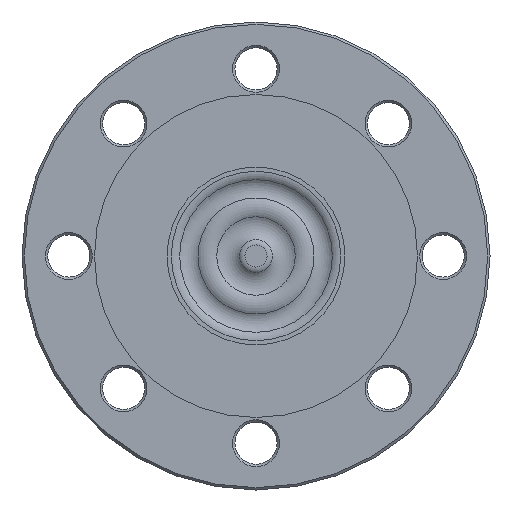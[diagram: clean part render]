
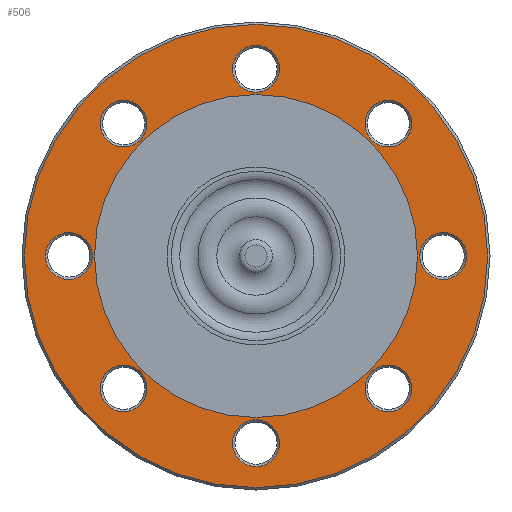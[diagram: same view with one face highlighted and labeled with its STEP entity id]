
A CAD part, front view. The second image highlights one B-rep face of the part: STEP entity #506.
In plain terms, the highlighted planar face has unit normal (0, -1, 0).
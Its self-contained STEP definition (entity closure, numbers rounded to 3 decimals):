
#33=PLANE('',#576);
#63=FACE_BOUND('',#178,.T.);
#64=FACE_BOUND('',#179,.T.);
#65=FACE_BOUND('',#180,.T.);
#66=FACE_BOUND('',#181,.T.);
#67=FACE_BOUND('',#182,.T.);
#68=FACE_BOUND('',#183,.T.);
#69=FACE_BOUND('',#184,.T.);
#70=FACE_BOUND('',#185,.T.);
#71=FACE_BOUND('',#186,.T.);
#110=FACE_OUTER_BOUND('',#177,.T.);
#177=EDGE_LOOP('',(#417));
#178=EDGE_LOOP('',(#418));
#179=EDGE_LOOP('',(#419));
#180=EDGE_LOOP('',(#420));
#181=EDGE_LOOP('',(#421));
#182=EDGE_LOOP('',(#422));
#183=EDGE_LOOP('',(#423));
#184=EDGE_LOOP('',(#424));
#185=EDGE_LOOP('',(#425));
#186=EDGE_LOOP('',(#426));
#255=CIRCLE('',#575,10.);
#256=CIRCLE('',#577,99.);
#257=CIRCLE('',#578,10.);
#258=CIRCLE('',#579,10.);
#259=CIRCLE('',#580,10.);
#260=CIRCLE('',#581,10.);
#261=CIRCLE('',#582,69.);
#262=CIRCLE('',#583,10.);
#263=CIRCLE('',#584,10.);
#264=CIRCLE('',#585,10.);
#303=VERTEX_POINT('',#871);
#304=VERTEX_POINT('',#874);
#305=VERTEX_POINT('',#876);
#306=VERTEX_POINT('',#878);
#307=VERTEX_POINT('',#880);
#308=VERTEX_POINT('',#882);
#309=VERTEX_POINT('',#884);
#310=VERTEX_POINT('',#886);
#311=VERTEX_POINT('',#888);
#312=VERTEX_POINT('',#890);
#351=EDGE_CURVE('',#303,#303,#255,.T.);
#352=EDGE_CURVE('',#304,#304,#256,.T.);
#353=EDGE_CURVE('',#305,#305,#257,.T.);
#354=EDGE_CURVE('',#306,#306,#258,.T.);
#355=EDGE_CURVE('',#307,#307,#259,.T.);
#356=EDGE_CURVE('',#308,#308,#260,.T.);
#357=EDGE_CURVE('',#309,#309,#261,.T.);
#358=EDGE_CURVE('',#310,#310,#262,.T.);
#359=EDGE_CURVE('',#311,#311,#263,.T.);
#360=EDGE_CURVE('',#312,#312,#264,.T.);
#417=ORIENTED_EDGE('',*,*,#352,.F.);
#418=ORIENTED_EDGE('',*,*,#353,.F.);
#419=ORIENTED_EDGE('',*,*,#354,.F.);
#420=ORIENTED_EDGE('',*,*,#355,.F.);
#421=ORIENTED_EDGE('',*,*,#356,.F.);
#422=ORIENTED_EDGE('',*,*,#357,.F.);
#423=ORIENTED_EDGE('',*,*,#358,.F.);
#424=ORIENTED_EDGE('',*,*,#359,.F.);
#425=ORIENTED_EDGE('',*,*,#360,.F.);
#426=ORIENTED_EDGE('',*,*,#351,.F.);
#506=ADVANCED_FACE('',(#110,#63,#64,#65,#66,#67,#68,#69,#70,#71),#33,.T.);
#575=AXIS2_PLACEMENT_3D('',#872,#710,#711);
#576=AXIS2_PLACEMENT_3D('',#873,#712,#713);
#577=AXIS2_PLACEMENT_3D('',#875,#714,#715);
#578=AXIS2_PLACEMENT_3D('',#877,#716,#717);
#579=AXIS2_PLACEMENT_3D('',#879,#718,#719);
#580=AXIS2_PLACEMENT_3D('',#881,#720,#721);
#581=AXIS2_PLACEMENT_3D('',#883,#722,#723);
#582=AXIS2_PLACEMENT_3D('',#885,#724,#725);
#583=AXIS2_PLACEMENT_3D('',#887,#726,#727);
#584=AXIS2_PLACEMENT_3D('',#889,#728,#729);
#585=AXIS2_PLACEMENT_3D('',#891,#730,#731);
#710=DIRECTION('center_axis',(0.,-1.,0.));
#711=DIRECTION('ref_axis',(-0.707,0.,0.707));
#712=DIRECTION('center_axis',(0.,-1.,0.));
#713=DIRECTION('ref_axis',(0.,0.,-1.));
#714=DIRECTION('center_axis',(0.,1.,0.));
#715=DIRECTION('ref_axis',(-1.,0.,0.));
#716=DIRECTION('center_axis',(0.,-1.,0.));
#717=DIRECTION('ref_axis',(-1.,0.,0.));
#718=DIRECTION('center_axis',(0.,-1.,0.));
#719=DIRECTION('ref_axis',(0.,0.,-1.));
#720=DIRECTION('center_axis',(0.,-1.,0.));
#721=DIRECTION('ref_axis',(1.,0.,0.));
#722=DIRECTION('center_axis',(0.,-1.,0.));
#723=DIRECTION('ref_axis',(0.,0.,1.));
#724=DIRECTION('center_axis',(0.,-1.,0.));
#725=DIRECTION('ref_axis',(1.,0.,0.));
#726=DIRECTION('center_axis',(0.,-1.,0.));
#727=DIRECTION('ref_axis',(0.707,0.,0.707));
#728=DIRECTION('center_axis',(0.,-1.,0.));
#729=DIRECTION('ref_axis',(0.707,0.,-0.707));
#730=DIRECTION('center_axis',(0.,-1.,0.));
#731=DIRECTION('ref_axis',(-0.707,0.,-0.707));
#871=CARTESIAN_POINT('',(-49.497,3.,-63.64));
#872=CARTESIAN_POINT('Origin',(-56.569,3.,-56.569));
#873=CARTESIAN_POINT('Origin',(84.5,3.,0.));
#874=CARTESIAN_POINT('',(99.,3.,0.));
#875=CARTESIAN_POINT('Origin',(0.,3.,0.));
#876=CARTESIAN_POINT('',(10.,3.,-80.));
#877=CARTESIAN_POINT('Origin',(0.,3.,-80.));
#878=CARTESIAN_POINT('',(80.,3.,10.));
#879=CARTESIAN_POINT('Origin',(80.,3.,0.));
#880=CARTESIAN_POINT('',(-10.,3.,80.));
#881=CARTESIAN_POINT('Origin',(0.,3.,80.));
#882=CARTESIAN_POINT('',(-80.,3.,-10.));
#883=CARTESIAN_POINT('Origin',(-80.,3.,0.));
#884=CARTESIAN_POINT('',(69.,3.,0.));
#885=CARTESIAN_POINT('Origin',(0.,3.,0.));
#886=CARTESIAN_POINT('',(-63.64,3.,49.497));
#887=CARTESIAN_POINT('Origin',(-56.569,3.,56.569));
#888=CARTESIAN_POINT('',(49.497,3.,63.64));
#889=CARTESIAN_POINT('Origin',(56.569,3.,56.569));
#890=CARTESIAN_POINT('',(63.64,3.,-49.497));
#891=CARTESIAN_POINT('Origin',(56.569,3.,-56.569));
